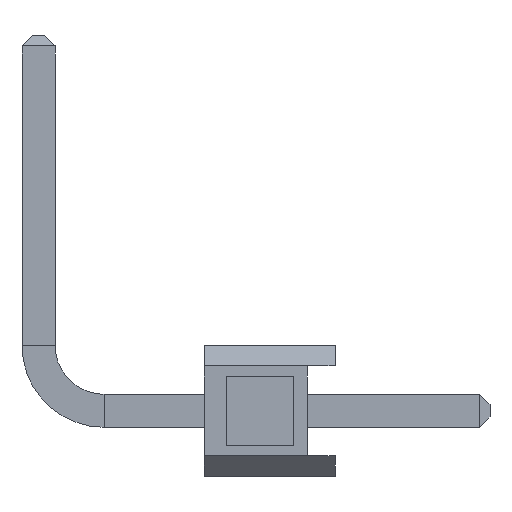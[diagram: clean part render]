
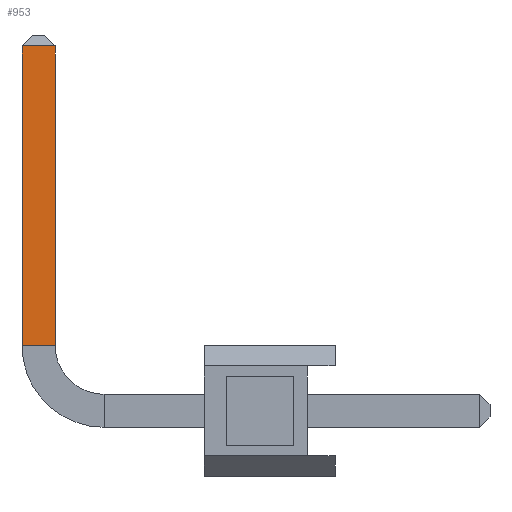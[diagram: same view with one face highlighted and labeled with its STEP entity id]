
A CAD part, left-side view. The second image highlights one B-rep face of the part: STEP entity #953.
In plain terms, the highlighted planar face has unit normal (-1, 0, 0).
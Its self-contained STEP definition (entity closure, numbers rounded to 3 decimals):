
#22 = ORIENTED_EDGE ( 'NONE', *, *, #10541, .T. ) ;
#58 = FACE_OUTER_BOUND ( 'NONE', #4365, .T. ) ;
#482 = CARTESIAN_POINT ( 'NONE',  ( -0.32, 6.07, 1.27 ) ) ;
#953 = ADVANCED_FACE ( 'NONE', ( #58 ), #7888, .T. ) ;
#1069 = VECTOR ( 'NONE', #10385, 1000. ) ;
#1381 = CARTESIAN_POINT ( 'NONE',  ( -0.32, 5.43, 1.27 ) ) ;
#1718 = VERTEX_POINT ( 'NONE', #4080 ) ;
#2225 = CARTESIAN_POINT ( 'NONE',  ( -0.32, 6.07, 7.07 ) ) ;
#2465 = LINE ( 'NONE', #2225, #4664 ) ;
#2503 = CARTESIAN_POINT ( 'NONE',  ( -0.32, 5.43, 7.07 ) ) ;
#2972 = DIRECTION ( 'NONE',  ( 0., -1., 0. ) ) ;
#3245 = VERTEX_POINT ( 'NONE', #1381 ) ;
#3361 = VERTEX_POINT ( 'NONE', #4999 ) ;
#3362 = VERTEX_POINT ( 'NONE', #2503 ) ;
#3469 = VECTOR ( 'NONE', #4710, 1000. ) ;
#3593 = VECTOR ( 'NONE', #4681, 1000. ) ;
#3693 = AXIS2_PLACEMENT_3D ( 'NONE', #3751, #6311, #2972 ) ;
#3751 = CARTESIAN_POINT ( 'NONE',  ( -0.32, 6.07, 1.27 ) ) ;
#4007 = CARTESIAN_POINT ( 'NONE',  ( -0.32, 5.43, 1.27 ) ) ;
#4080 = CARTESIAN_POINT ( 'NONE',  ( -0.32, 6.07, 7.07 ) ) ;
#4365 = EDGE_LOOP ( 'NONE', ( #7339, #22, #5405, #8113 ) ) ;
#4461 = EDGE_CURVE ( 'NONE', #3245, #3362, #7500, .T. ) ;
#4664 = VECTOR ( 'NONE', #8830, 1000. ) ;
#4681 = DIRECTION ( 'NONE',  ( 0., 0., 1. ) ) ;
#4710 = DIRECTION ( 'NONE',  ( 0., 0., 1. ) ) ;
#4760 = CARTESIAN_POINT ( 'NONE',  ( -0.32, 6.07, 1.27 ) ) ;
#4999 = CARTESIAN_POINT ( 'NONE',  ( -0.32, 6.07, 1.27 ) ) ;
#5375 = EDGE_CURVE ( 'NONE', #3361, #1718, #10681, .T. ) ;
#5405 = ORIENTED_EDGE ( 'NONE', *, *, #5375, .F. ) ;
#6218 = EDGE_CURVE ( 'NONE', #3361, #3245, #6262, .T. ) ;
#6262 = LINE ( 'NONE', #482, #1069 ) ;
#6311 = DIRECTION ( 'NONE',  ( -1., 0., 0. ) ) ;
#7339 = ORIENTED_EDGE ( 'NONE', *, *, #4461, .T. ) ;
#7500 = LINE ( 'NONE', #4007, #3469 ) ;
#7888 = PLANE ( 'NONE',  #3693 ) ;
#8113 = ORIENTED_EDGE ( 'NONE', *, *, #6218, .T. ) ;
#8830 = DIRECTION ( 'NONE',  ( 0., 1., 0. ) ) ;
#10385 = DIRECTION ( 'NONE',  ( 0., -1., 0. ) ) ;
#10541 = EDGE_CURVE ( 'NONE', #3362, #1718, #2465, .T. ) ;
#10681 = LINE ( 'NONE', #4760, #3593 ) ;
